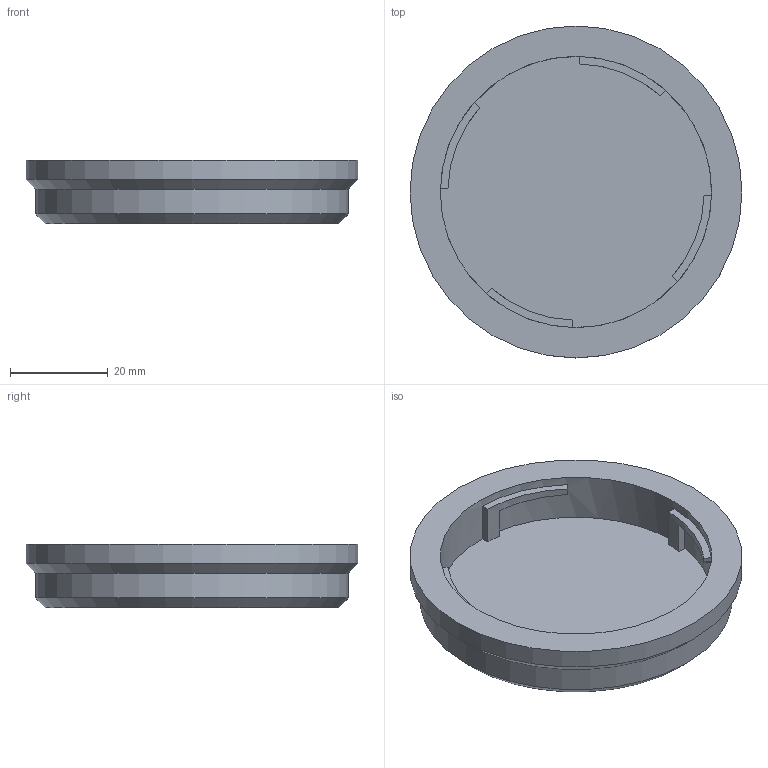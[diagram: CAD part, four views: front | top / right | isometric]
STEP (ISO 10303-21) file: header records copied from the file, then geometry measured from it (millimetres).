
FILE_DESCRIPTION(/* description */ (''),/* implementation_level */ '2;1');
FILE_NAME(/* name */ 'baseRearCap_nikonZ',/* time_stamp */ '2023-12-05T18:48:10-05:00',/* author */ ('George Moua'),/* organization */ ('Archive 663'),/* preprocessor_version */ 'ST-DEVELOPER v16.7',/* originating_system */ 'Solid Edge',/* authorisation */ 'Unknown');
FILE_SCHEMA (('AUTOMOTIVE_DESIGN {1 0 10303 214 3 1 1}'));
Length unit declared in the file: millimetre
Products named in the file (3): mountLensBase; mountLensBase_nikonZ_oa_0; baseRearCap_nikonZ
Assembly tree (2 placements, depth 3):
  mountLensBase
    mountLensBase_nikonZ_oa_0
      baseRearCap_nikonZ
Bounding box: 68 x 68 x 13 mm (x, y, z)
Volume: 19212.6 mm3; surface area: 11703.9 mm2
Topology: 1 solids, 1 shells, 56 faces, 147 edges, 96 vertices
Faces by surface type: plane 37, bspline 8, cylinder 7, cone 4
Full cylindrical faces by diameter (mm): 55.6 x1, 64 x1, 68 x1
Entity records: 2082 total; most frequent: CARTESIAN_POINT 741, ORIENTED_EDGE 274, DIRECTION 236, EDGE_CURVE 137, VERTEX_POINT 93, LINE 84, VECTOR 84, AXIS2_PLACEMENT_3D 76
